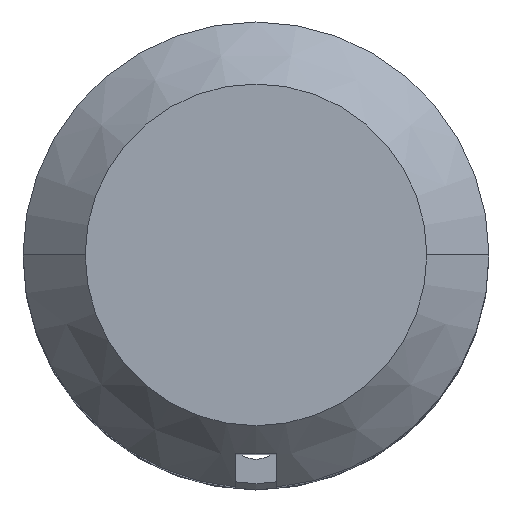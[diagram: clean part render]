
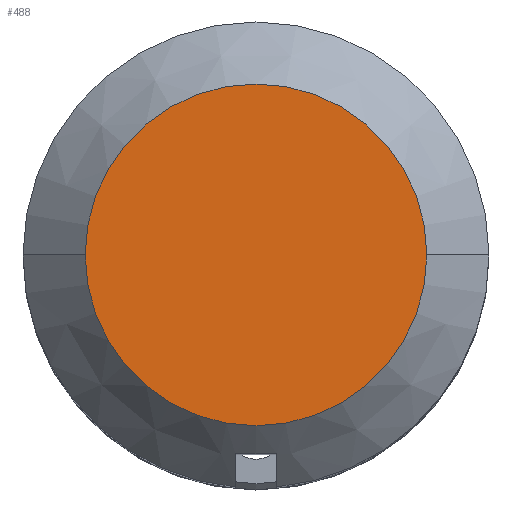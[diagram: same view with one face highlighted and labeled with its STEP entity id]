
A CAD part, top view. The second image highlights one B-rep face of the part: STEP entity #488.
In plain terms, the highlighted planar face has unit normal (0, 0, 1).
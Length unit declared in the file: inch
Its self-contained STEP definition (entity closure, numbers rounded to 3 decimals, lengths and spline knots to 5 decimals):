
#54 = FACE_OUTER_BOUND ( 'NONE', #1853, .T. ) ;
#98 = VERTEX_POINT ( 'NONE', #1729 ) ;
#110 = AXIS2_PLACEMENT_3D ( 'NONE', #2185, #1125, #1477 ) ;
#186 = PLANE ( 'NONE',  #1036 ) ;
#249 = VERTEX_POINT ( 'NONE', #1934 ) ;
#283 = CIRCLE ( 'NONE', #844, 0.275 ) ;
#340 = ORIENTED_EDGE ( 'NONE', *, *, #802, .T. ) ;
#367 = CARTESIAN_POINT ( 'NONE',  ( 0.375, 0., 0. ) ) ;
#443 = ORIENTED_EDGE ( 'NONE', *, *, #847, .T. ) ;
#488 = ADVANCED_FACE ( 'NONE', ( #54 ), #186, .T. ) ;
#706 = DIRECTION ( 'NONE',  ( 0., 0., 1. ) ) ;
#802 = EDGE_CURVE ( 'NONE', #249, #98, #283, .T. ) ;
#844 = AXIS2_PLACEMENT_3D ( 'NONE', #1651, #1460, #1292 ) ;
#847 = EDGE_CURVE ( 'NONE', #98, #249, #1730, .T. ) ;
#1036 = AXIS2_PLACEMENT_3D ( 'NONE', #367, #706, #1076 ) ;
#1076 = DIRECTION ( 'NONE',  ( 1., 0., 0. ) ) ;
#1125 = DIRECTION ( 'NONE',  ( 0., 0., 1. ) ) ;
#1292 = DIRECTION ( 'NONE',  ( 1., 0., 0. ) ) ;
#1460 = DIRECTION ( 'NONE',  ( 0., 0., 1. ) ) ;
#1477 = DIRECTION ( 'NONE',  ( 1., 0., 0. ) ) ;
#1651 = CARTESIAN_POINT ( 'NONE',  ( 0., 0., 0. ) ) ;
#1729 = CARTESIAN_POINT ( 'NONE',  ( -0.275, 0., 0. ) ) ;
#1730 = CIRCLE ( 'NONE', #110, 0.275 ) ;
#1853 = EDGE_LOOP ( 'NONE', ( #443, #340 ) ) ;
#1934 = CARTESIAN_POINT ( 'NONE',  ( 0.275, 0., 0. ) ) ;
#2185 = CARTESIAN_POINT ( 'NONE',  ( 0., 0., 0. ) ) ;
